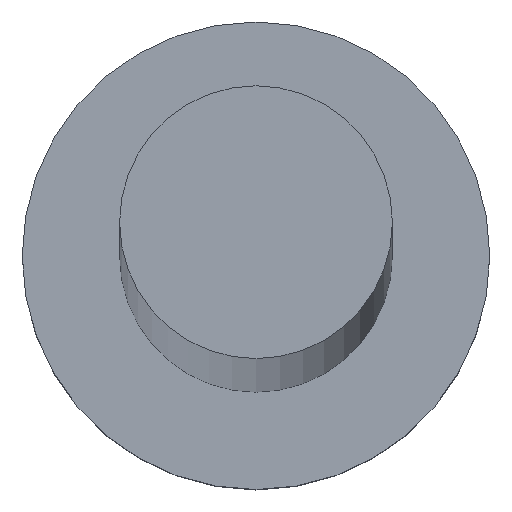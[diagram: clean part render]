
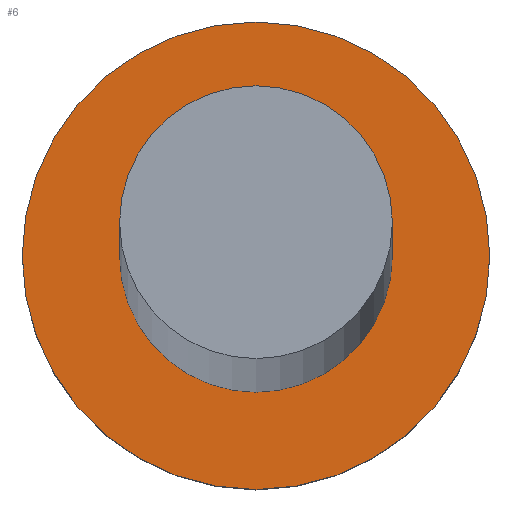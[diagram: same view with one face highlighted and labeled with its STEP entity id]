
A CAD part, top view. The second image highlights one B-rep face of the part: STEP entity #6.
In plain terms, the highlighted planar face has unit normal (0, 0, 1).
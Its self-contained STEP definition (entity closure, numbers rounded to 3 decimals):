
#5 = DIRECTION ( 'NONE',  ( 0., 0., 1. ) ) ;
#6 = ADVANCED_FACE ( 'NONE', ( #103, #154 ), #21, .T. ) ;
#12 = DIRECTION ( 'NONE',  ( 0., 0., 1. ) ) ;
#15 = CARTESIAN_POINT ( 'NONE',  ( 0., 0., 3. ) ) ;
#16 = CIRCLE ( 'NONE', #62, 1.75 ) ;
#18 = ORIENTED_EDGE ( 'NONE', *, *, #79, .F. ) ;
#21 = PLANE ( 'NONE',  #55 ) ;
#25 = DIRECTION ( 'NONE',  ( 1., 0., 0. ) ) ;
#29 = DIRECTION ( 'NONE',  ( 1., 0., 0. ) ) ;
#35 = AXIS2_PLACEMENT_3D ( 'NONE', #15, #12, #228 ) ;
#52 = EDGE_CURVE ( 'NONE', #238, #254, #219, .T. ) ;
#55 = AXIS2_PLACEMENT_3D ( 'NONE', #194, #5, #25 ) ;
#62 = AXIS2_PLACEMENT_3D ( 'NONE', #90, #126, #29 ) ;
#67 = CARTESIAN_POINT ( 'NONE',  ( 0., 0., 3. ) ) ;
#79 = EDGE_CURVE ( 'NONE', #190, #89, #145, .T. ) ;
#87 = DIRECTION ( 'NONE',  ( 0., 0., 1. ) ) ;
#89 = VERTEX_POINT ( 'NONE', #225 ) ;
#90 = CARTESIAN_POINT ( 'NONE',  ( 0., 0., 3. ) ) ;
#91 = CARTESIAN_POINT ( 'NONE',  ( -1.75, 0., 3. ) ) ;
#103 = FACE_BOUND ( 'NONE', #123, .T. ) ;
#106 = CARTESIAN_POINT ( 'NONE',  ( 0., 0., 3. ) ) ;
#121 = ORIENTED_EDGE ( 'NONE', *, *, #206, .T. ) ;
#123 = EDGE_LOOP ( 'NONE', ( #18, #175 ) ) ;
#125 = CIRCLE ( 'NONE', #35, 3. ) ;
#126 = DIRECTION ( 'NONE',  ( 0., 0., 1. ) ) ;
#145 = CIRCLE ( 'NONE', #174, 1.75 ) ;
#154 = FACE_OUTER_BOUND ( 'NONE', #223, .T. ) ;
#159 = DIRECTION ( 'NONE',  ( 0., 0., 1. ) ) ;
#161 = CARTESIAN_POINT ( 'NONE',  ( 3., 0., 3. ) ) ;
#172 = EDGE_CURVE ( 'NONE', #89, #190, #16, .T. ) ;
#174 = AXIS2_PLACEMENT_3D ( 'NONE', #67, #87, #241 ) ;
#175 = ORIENTED_EDGE ( 'NONE', *, *, #172, .F. ) ;
#179 = DIRECTION ( 'NONE',  ( 1., 0., 0. ) ) ;
#181 = CARTESIAN_POINT ( 'NONE',  ( -3., 0., 3. ) ) ;
#186 = ORIENTED_EDGE ( 'NONE', *, *, #52, .T. ) ;
#190 = VERTEX_POINT ( 'NONE', #91 ) ;
#194 = CARTESIAN_POINT ( 'NONE',  ( 0., 0., 3. ) ) ;
#202 = AXIS2_PLACEMENT_3D ( 'NONE', #106, #159, #179 ) ;
#206 = EDGE_CURVE ( 'NONE', #254, #238, #125, .T. ) ;
#219 = CIRCLE ( 'NONE', #202, 3. ) ;
#223 = EDGE_LOOP ( 'NONE', ( #186, #121 ) ) ;
#225 = CARTESIAN_POINT ( 'NONE',  ( 1.75, 0., 3. ) ) ;
#228 = DIRECTION ( 'NONE',  ( 1., 0., 0. ) ) ;
#238 = VERTEX_POINT ( 'NONE', #181 ) ;
#241 = DIRECTION ( 'NONE',  ( 1., 0., 0. ) ) ;
#254 = VERTEX_POINT ( 'NONE', #161 ) ;
